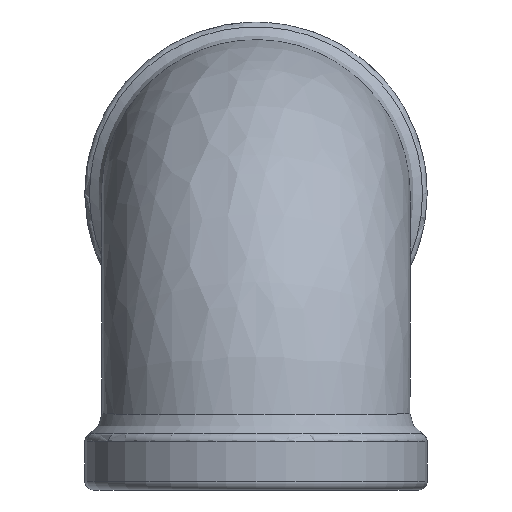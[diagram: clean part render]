
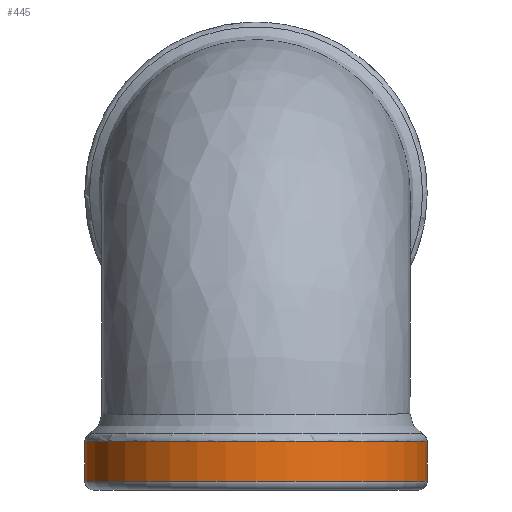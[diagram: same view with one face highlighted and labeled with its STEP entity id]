
A CAD part, left-side view. The second image highlights one B-rep face of the part: STEP entity #445.
In plain terms, the highlighted cylindrical face has radius 15 mm (diameter 30 mm), a full revolution.
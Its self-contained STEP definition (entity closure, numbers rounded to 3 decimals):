
#103=CIRCLE('',#493,15.);
#104=CIRCLE('',#494,15.);
#111=CYLINDRICAL_SURFACE('',#492,15.);
#125=ORIENTED_EDGE('',*,*,#225,.T.);
#126=ORIENTED_EDGE('',*,*,#226,.T.);
#225=EDGE_CURVE('',#275,#275,#103,.F.);
#226=EDGE_CURVE('',#276,#276,#104,.T.);
#275=VERTEX_POINT('',#1179);
#276=VERTEX_POINT('',#1181);
#342=EDGE_LOOP('',(#125));
#343=EDGE_LOOP('',(#126));
#390=FACE_BOUND('',#342,.T.);
#391=FACE_BOUND('',#343,.T.);
#445=ADVANCED_FACE('',(#390,#391),#111,.T.);
#492=AXIS2_PLACEMENT_3D('',#1177,#547,#548);
#493=AXIS2_PLACEMENT_3D('',#1178,#549,#550);
#494=AXIS2_PLACEMENT_3D('',#1180,#551,#552);
#547=DIRECTION('',(0.,0.,1.));
#548=DIRECTION('',(1.,0.,0.));
#549=DIRECTION('',(0.,0.,-1.));
#550=DIRECTION('',(-1.,0.,0.));
#551=DIRECTION('',(0.,0.,-1.));
#552=DIRECTION('',(-1.,0.,0.));
#1177=CARTESIAN_POINT('',(0.,0.,-5.));
#1178=CARTESIAN_POINT('',(0.,0.,-4.25));
#1179=CARTESIAN_POINT('',(-15.,0.,-4.25));
#1180=CARTESIAN_POINT('',(0.,0.,-0.75));
#1181=CARTESIAN_POINT('',(-15.,0.,-0.75));
